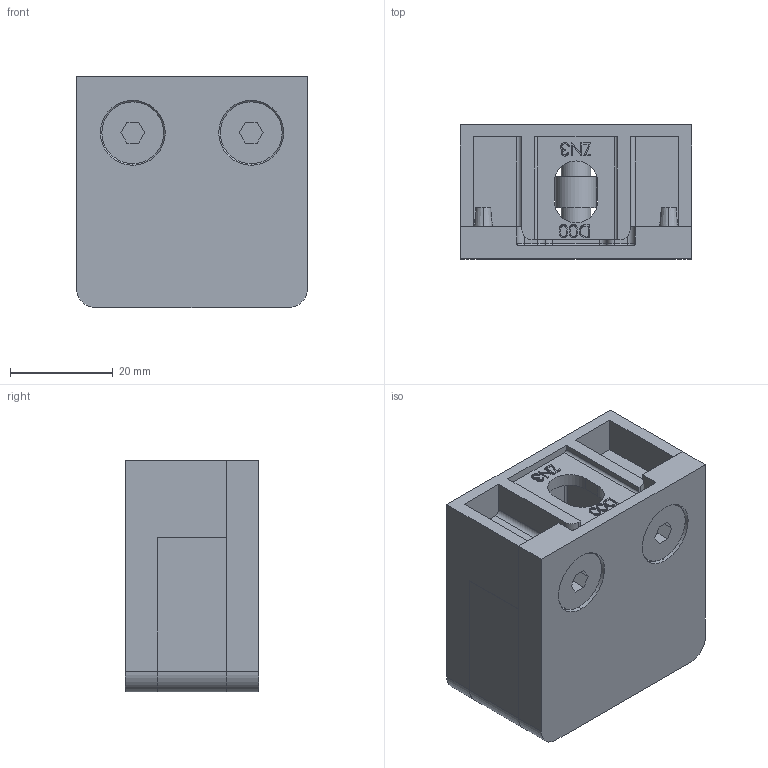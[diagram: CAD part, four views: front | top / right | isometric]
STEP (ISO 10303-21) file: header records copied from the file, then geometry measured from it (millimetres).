
FILE_DESCRIPTION (( 'STEP AP214' ), '1' );
FILE_NAME ('ZN_230P-000.STEP', '2022-10-17T07:52:46', ( '' ), ( '' ), 'SwSTEP 2.0', 'SolidWorks 2019', '' );
FILE_SCHEMA (( 'AUTOMOTIVE_DESIGN' ));
Length unit declared in the file: millimetre
Products named in the file (6): Skrutka DIN 7991_Skrutka M 6x 16; ZN_230P-000.P3; ZN_230P-000.P4; ZN_230P-000; ZN_230P-000.P2; ZN_230P-000.P1
Assembly tree (6 placements, depth 2):
  ZN_230P-000
    ZN_230P-000.P1
    ZN_230P-000.P2
    Skrutka DIN 7991_Skrutka M 6x 16  x2
    ZN_230P-000.P3
    ZN_230P-000.P4
Bounding box: 45 x 26 x 45 mm (x, y, z)
Volume: 24734.5 mm3; surface area: 19077.2 mm2
Topology: 8 solids, 8 shells, 635 faces, 1601 edges, 1016 vertices
Faces by surface type: plane 297, cylinder 143, bspline 137, cone 28, sphere 18, torus 12
Entity records: 27559 total; most frequent: CARTESIAN_POINT 13159, ORIENTED_EDGE 3082, DIRECTION 2559, EDGE_CURVE 1541, VERTEX_POINT 994, VECTOR 955, LINE 955, AXIS2_PLACEMENT_3D 802
